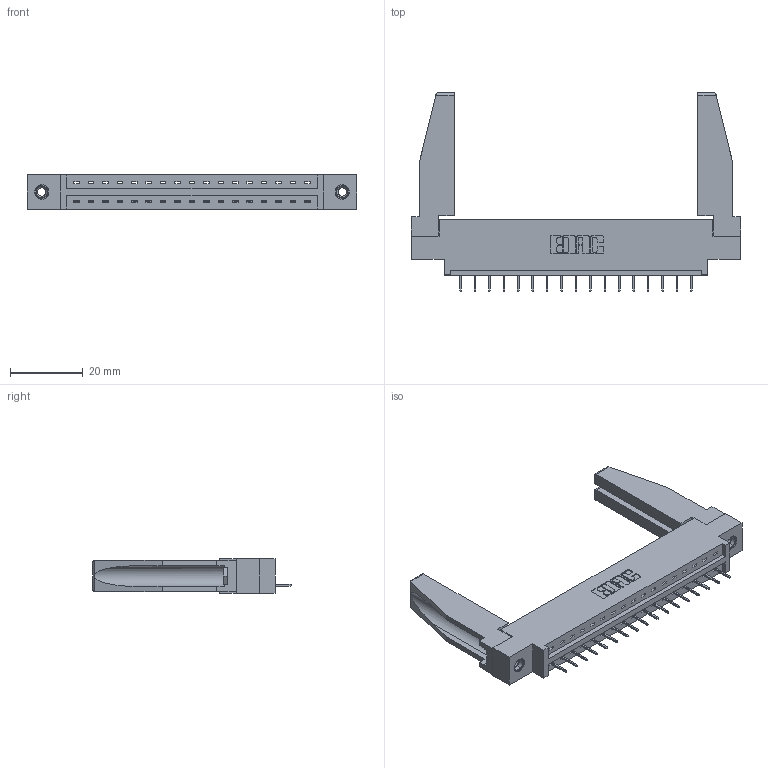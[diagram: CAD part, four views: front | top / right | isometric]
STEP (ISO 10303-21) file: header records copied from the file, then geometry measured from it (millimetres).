
FILE_DESCRIPTION (( 'STEP AP203' ), '1' );
FILE_NAME ('387-017-524-678.STEP', '2019-10-02T19:13:07', ( '' ), ( '' ), 'SwSTEP 2.0', 'SolidWorks 2016', '' );
FILE_SCHEMA (( 'CONFIG_CONTROL_DESIGN' ));
Length unit declared in the file: inch
Products named in the file (5): 345-292-001_345-293-124; 387-017-524-678; 345-250-001_345-250-001-102; 337 Part_0.170 Offset - 0.156 Dia-TI; 307-220-078
Assembly tree (22 placements, depth 2):
  387-017-524-678
    337 Part_0.170 Offset - 0.156 Dia-TI
    345-292-001_345-293-124  x17
    345-250-001_345-250-001-102  x2
    307-220-078  x2
Bounding box: 90.37 x 54.49 x 9.4 mm (x, y, z)
Volume: 12888.6 mm3; surface area: 12750.3 mm2
Topology: 22 solids, 22 shells, 1370 faces, 3917 edges, 2534 vertices
Faces by surface type: plane 1042, cylinder 312, cone 12, torus 4
Entity records: 18516 total; most frequent: CARTESIAN_POINT 3215, ORIENTED_EDGE 3124, DIRECTION 2768, EDGE_CURVE 1562, LINE 1400, VECTOR 1400, VERTEX_POINT 1032, AXIS2_PLACEMENT_3D 684
